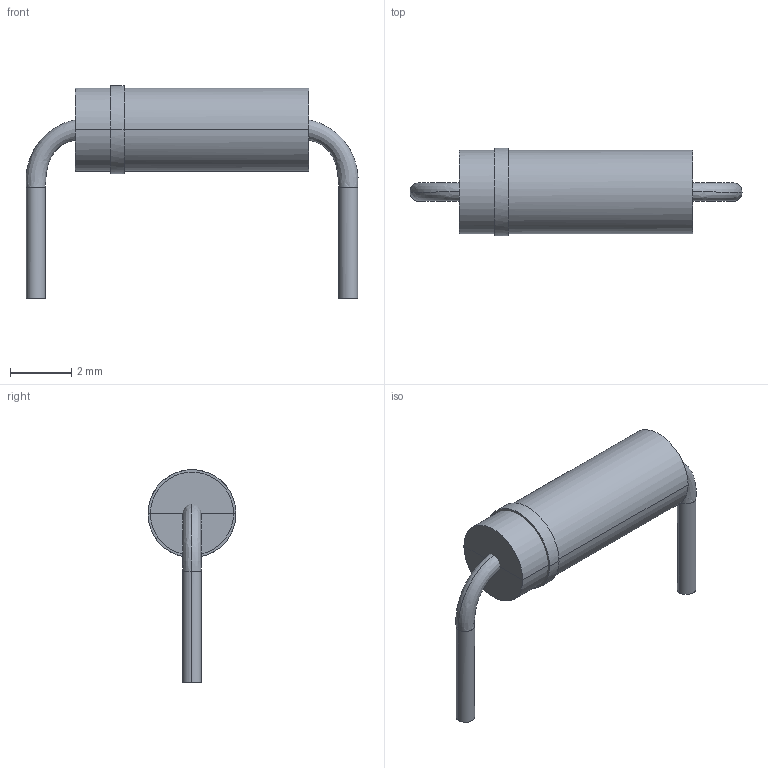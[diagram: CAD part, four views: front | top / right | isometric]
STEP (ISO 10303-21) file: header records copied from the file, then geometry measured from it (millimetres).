
FILE_DESCRIPTION(('FreeCAD Model'),'2;1');
FILE_NAME('do-7_horizontal_10.16mm_lead_spacing.step','2019-10-21T18:01:13',('Author'),(''), 'Open CASCADE STEP processor 7.3','FreeCAD','Unknown');
FILE_SCHEMA(('AUTOMOTIVE_DESIGN_CC2 { 1 2 10303 214 -1 1 5 4 }'));
Length unit declared in the file: millimetre
Products named in the file (1): Compound
Bounding box: 10.82 x 2.87 x 6.93 mm (x, y, z)
Volume: 52.5 mm3; surface area: 132.2 mm2
Topology: 4 solids, 4 shells, 28 faces, 48 edges, 28 vertices
Faces by surface type: bspline 16, plane 12
Entity records: 1196 total; most frequent: CARTESIAN_POINT 565, ORIENTED_EDGE 96, EDGE_CURVE 48, DIRECTION 46, ADVANCED_FACE 28, FACE_BOUND 28, EDGE_LOOP 28, VERTEX_POINT 28
